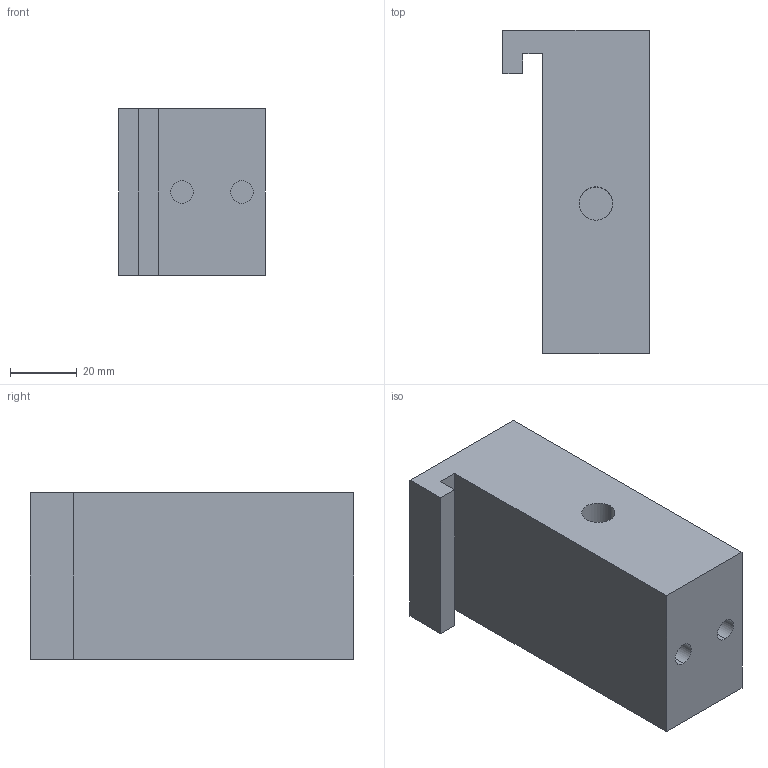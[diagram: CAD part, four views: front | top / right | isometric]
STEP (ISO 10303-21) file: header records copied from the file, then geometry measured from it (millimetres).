
FILE_DESCRIPTION (( 'STEP AP214' ), '1' );
FILE_NAME ('Sliding Jaw.STEP', '2025-02-11T19:55:50', ( '' ), ( '' ), 'SwSTEP 2.0', 'SolidWorks 2024', '' );
FILE_SCHEMA (( 'AUTOMOTIVE_DESIGN' ));
Length unit declared in the file: millimetre
Products named in the file (1): Sliding Jaw
Bounding box: 44 x 97 x 50 mm (x, y, z)
Volume: 157639.2 mm3; surface area: 22719.4 mm2
Topology: 1 solids, 1 shells, 23 faces, 53 edges, 34 vertices
Faces by surface type: plane 13, cylinder 8, cone 2
Entity records: 738 total; most frequent: CARTESIAN_POINT 175, DIRECTION 115, ORIENTED_EDGE 106, EDGE_CURVE 53, AXIS2_PLACEMENT_3D 40, LINE 35, VECTOR 35, VERTEX_POINT 34
